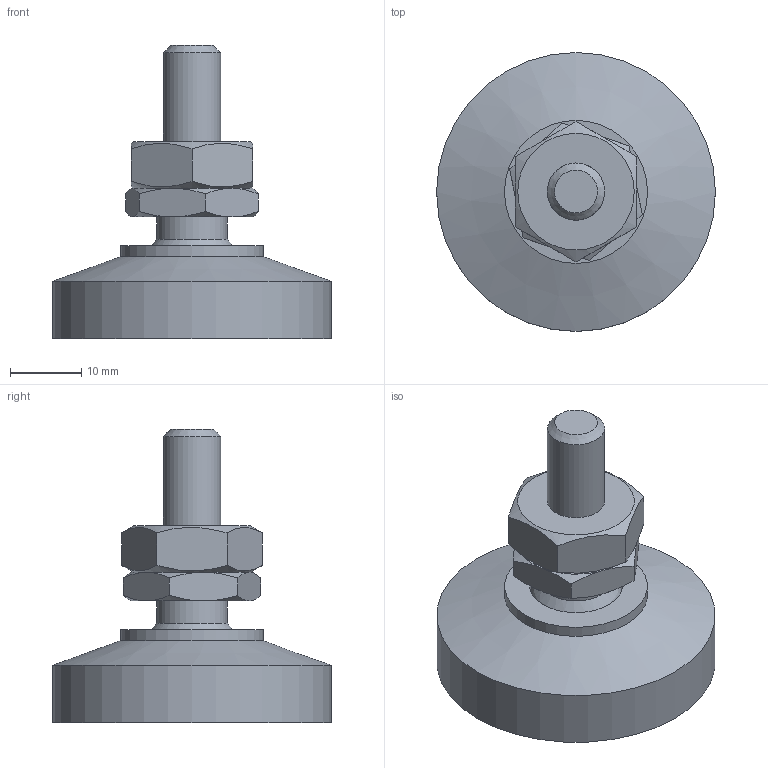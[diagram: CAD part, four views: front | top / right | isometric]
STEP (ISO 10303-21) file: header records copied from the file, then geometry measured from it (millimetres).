
FILE_DESCRIPTION(/* description */ ('GK Stellf. POM schwarz D 39'),/* implementation_level */ '2;1');
FILE_NAME(/* name */ 'SF0204S_A.stp',/* time_stamp */ '2015-12-22T13:09:29+01:00',/* author */ ('Marina Kaa'),/* organization */ (''),/* preprocessor_version */ 'ST-DEVELOPER v15.6',/* originating_system */ 'Autodesk Inventor 2015',/* authorisation */ '');
FILE_SCHEMA (('AUTOMOTIVE_DESIGN { 1 0 10303 214 3 1 1 }'));
Length unit declared in the file: millimetre
Products named in the file (4): ME9601000_A; ME14080390175_A; MK1700010_A; SF0204S_A
Bounding box: 39 x 39 x 41.02 mm (x, y, z)
Volume: 16131.5 mm3; surface area: 6505.4 mm2
Topology: 3 solids, 3 shells, 45 faces, 108 edges, 70 vertices
Faces by surface type: plane 19, cone 18, cylinder 6, sphere 2
Full cylindrical faces by diameter (mm): 6.647 x1, 8 x1, 9.9 x1, 12.95 x1, 20 x1, 39 x1
Entity records: 1256 total; most frequent: CARTESIAN_POINT 278, DIRECTION 186, ORIENTED_EDGE 178, EDGE_CURVE 89, AXIS2_PLACEMENT_3D 81, VERTEX_POINT 65, EDGE_LOOP 62, FACE_OUTER_BOUND 45
